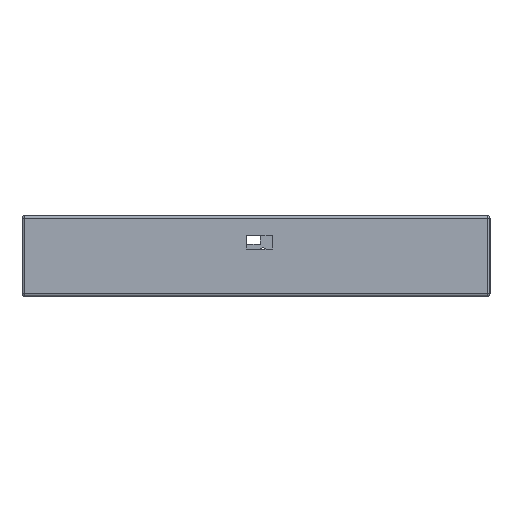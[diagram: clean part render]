
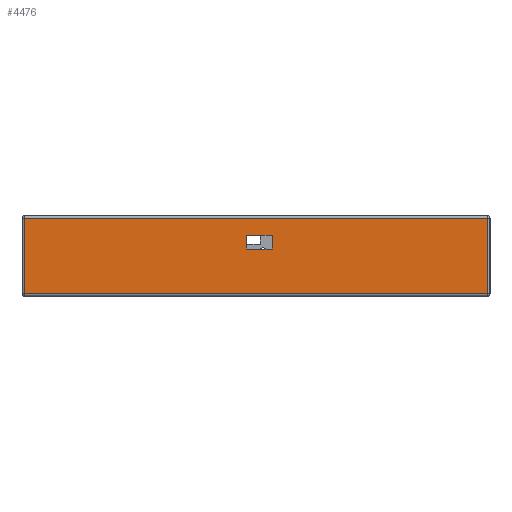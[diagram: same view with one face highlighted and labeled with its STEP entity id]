
A CAD part, left-side view. The second image highlights one B-rep face of the part: STEP entity #4476.
In plain terms, the highlighted planar face has unit normal (-1, 0, 0).
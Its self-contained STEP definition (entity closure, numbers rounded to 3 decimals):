
#637=FACE_BOUND('',#1398,.T.);
#947=FACE_OUTER_BOUND('',#1397,.T.);
#1397=EDGE_LOOP('',(#4100,#4101,#4102,#4103));
#1398=EDGE_LOOP('',(#4104,#4105,#4106,#4107));
#1500=LINE('',#6842,#1788);
#1503=LINE('',#6848,#1791);
#1506=LINE('',#6854,#1794);
#1509=LINE('',#6858,#1797);
#1682=LINE('',#7817,#1970);
#1684=LINE('',#7834,#1972);
#1689=LINE('',#7841,#1977);
#1690=LINE('',#7843,#1978);
#1788=VECTOR('',#5500,10.);
#1791=VECTOR('',#5505,10.);
#1794=VECTOR('',#5510,10.);
#1797=VECTOR('',#5515,10.);
#1970=VECTOR('',#6278,10.);
#1972=VECTOR('',#6300,10.);
#1977=VECTOR('',#6309,10.);
#1978=VECTOR('',#6312,10.);
#2166=VERTEX_POINT('',#6839);
#2167=VERTEX_POINT('',#6841);
#2169=VERTEX_POINT('',#6847);
#2171=VERTEX_POINT('',#6853);
#2382=VERTEX_POINT('',#7789);
#2390=VERTEX_POINT('',#7812);
#2391=VERTEX_POINT('',#7819);
#2393=VERTEX_POINT('',#7827);
#2596=EDGE_CURVE('',#2167,#2166,#1500,.T.);
#2599=EDGE_CURVE('',#2169,#2167,#1503,.T.);
#2602=EDGE_CURVE('',#2171,#2169,#1506,.T.);
#2605=EDGE_CURVE('',#2166,#2171,#1509,.T.);
#2948=EDGE_CURVE('',#2382,#2390,#1682,.T.);
#2956=EDGE_CURVE('',#2393,#2391,#1684,.T.);
#2961=EDGE_CURVE('',#2390,#2393,#1689,.T.);
#2962=EDGE_CURVE('',#2391,#2382,#1690,.T.);
#4100=ORIENTED_EDGE('',*,*,#2956,.F.);
#4101=ORIENTED_EDGE('',*,*,#2961,.F.);
#4102=ORIENTED_EDGE('',*,*,#2948,.F.);
#4103=ORIENTED_EDGE('',*,*,#2962,.F.);
#4104=ORIENTED_EDGE('',*,*,#2602,.T.);
#4105=ORIENTED_EDGE('',*,*,#2599,.T.);
#4106=ORIENTED_EDGE('',*,*,#2596,.T.);
#4107=ORIENTED_EDGE('',*,*,#2605,.T.);
#4221=PLANE('',#5007);
#4476=ADVANCED_FACE('',(#947,#637),#4221,.T.);
#5007=AXIS2_PLACEMENT_3D('',#7871,#6352,#6353);
#5500=DIRECTION('',(0.,-1.,0.));
#5505=DIRECTION('',(0.,0.,1.));
#5510=DIRECTION('',(0.,1.,0.));
#5515=DIRECTION('',(0.,0.,-1.));
#6278=DIRECTION('',(0.,0.,1.));
#6300=DIRECTION('',(0.,0.,-1.));
#6309=DIRECTION('',(0.,-1.,0.));
#6312=DIRECTION('',(0.,1.,0.));
#6352=DIRECTION('center_axis',(-1.,0.,0.));
#6353=DIRECTION('ref_axis',(0.,-1.,0.));
#6839=CARTESIAN_POINT('',(-191.,-11.5,44.));
#6841=CARTESIAN_POINT('',(-191.,6.5,44.));
#6842=CARTESIAN_POINT('',(-191.,87.25,44.));
#6847=CARTESIAN_POINT('',(-191.,6.5,34.));
#6848=CARTESIAN_POINT('',(-191.,6.5,17.));
#6853=CARTESIAN_POINT('',(-191.,-11.5,34.));
#6854=CARTESIAN_POINT('',(-191.,78.25,34.));
#6858=CARTESIAN_POINT('',(-191.,-11.5,22.));
#7789=CARTESIAN_POINT('',(-191.,166.,2.));
#7812=CARTESIAN_POINT('',(-191.,166.,56.));
#7817=CARTESIAN_POINT('',(-191.,166.,0.));
#7819=CARTESIAN_POINT('',(-191.,-166.,2.));
#7827=CARTESIAN_POINT('',(-191.,-166.,56.));
#7834=CARTESIAN_POINT('',(-191.,-166.,0.));
#7841=CARTESIAN_POINT('',(-191.,84.,56.));
#7843=CARTESIAN_POINT('',(-191.,84.,2.));
#7871=CARTESIAN_POINT('Origin',(-191.,168.,0.));
